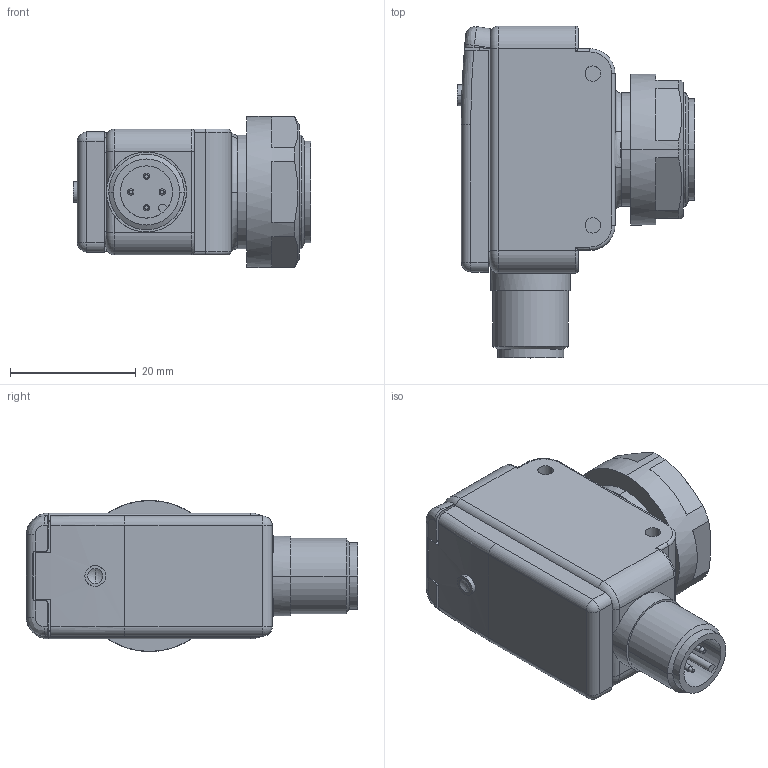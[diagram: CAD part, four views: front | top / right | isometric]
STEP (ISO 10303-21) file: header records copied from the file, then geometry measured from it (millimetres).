
FILE_DESCRIPTION (( 'STEP AP214' ), '1' );
FILE_NAME ('UQ1D-GN-0E.step', '2019-08-14T21:50:15', ( '' ), ( '' ), 'SwSTEP 2.0', 'SolidWorks 2018', '' );
FILE_SCHEMA (( 'AUTOMOTIVE_DESIGN' ));
Length unit declared in the file: millimetre
Products named in the file (1): UQ1D-GN-0E
Bounding box: 37.75 x 52.73 x 24 mm (x, y, z)
Volume: 22756.8 mm3; surface area: 11050.9 mm2
Topology: 7 solids, 7 shells, 203 faces, 480 edges, 303 vertices
Faces by surface type: plane 81, cylinder 72, cone 18, torus 17, bspline 11, sphere 4
Entity records: 6472 total; most frequent: CARTESIAN_POINT 1725, DIRECTION 987, ORIENTED_EDGE 960, EDGE_CURVE 480, AXIS2_PLACEMENT_3D 382, VERTEX_POINT 303, LINE 223, VECTOR 223
